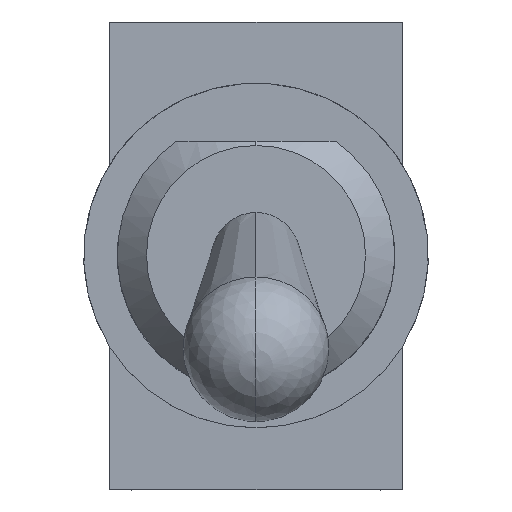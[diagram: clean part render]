
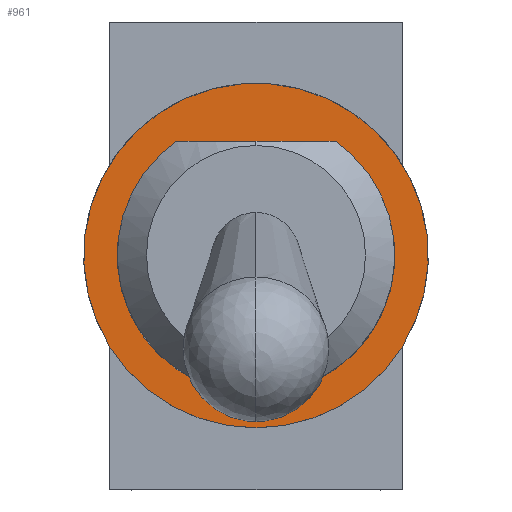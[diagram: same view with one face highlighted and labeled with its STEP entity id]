
A CAD part, top view. The second image highlights one B-rep face of the part: STEP entity #961.
In plain terms, the highlighted planar face has unit normal (0, 0, 1).
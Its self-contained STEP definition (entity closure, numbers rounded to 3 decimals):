
#171=CARTESIAN_POINT('',(0.,0.,-13.208));
#172=DIRECTION('',(0.,0.,-1.));
#173=DIRECTION('',(0.571,0.821,0.));
#174=AXIS2_PLACEMENT_3D('',#171,#172,#173);
#184=DIRECTION('',(1.,0.,0.));
#185=VECTOR('',#184,2.755);
#186=CARTESIAN_POINT('',(-1.377,1.981,-13.208));
#187=LINE('',#186,#185);
#188=CARTESIAN_POINT('',(0.,0.,-13.208));
#189=DIRECTION('',(0.,0.,1.));
#190=DIRECTION('',(-0.847,-0.531,0.));
#191=AXIS2_PLACEMENT_3D('',#188,#189,#190);
#201=CARTESIAN_POINT('',(0.,0.,-13.208));
#202=DIRECTION('',(0.,0.,1.));
#203=DIRECTION('',(0.847,-0.531,0.));
#204=AXIS2_PLACEMENT_3D('',#201,#202,#203);
#787=CARTESIAN_POINT('',(1.377,1.981,-13.208));
#789=VERTEX_POINT('',#787);
#792=CARTESIAN_POINT('',(-1.377,1.981,-13.208));
#794=VERTEX_POINT('',#792);
#820=CARTESIAN_POINT('',(-2.54,-1.591,-13.208));
#821=CARTESIAN_POINT('',(2.54,-1.591,-13.208));
#822=VERTEX_POINT('',#820);
#823=VERTEX_POINT('',#821);
#946=CARTESIAN_POINT('',(0.,0.,-13.208));
#947=DIRECTION('',(0.,0.,-1.));
#948=DIRECTION('',(0.,-1.,0.));
#949=AXIS2_PLACEMENT_3D('',#946,#947,#948);
#950=PLANE('',#949);
#952=ORIENTED_EDGE('',*,*,#951,.F.);
#954=ORIENTED_EDGE('',*,*,#953,.F.);
#955=EDGE_LOOP('',(#952,#954));
#956=FACE_OUTER_BOUND('',#955,.F.);
#957=ORIENTED_EDGE('',*,*,#936,.F.);
#958=ORIENTED_EDGE('',*,*,#926,.F.);
#959=EDGE_LOOP('',(#957,#958));
#960=FACE_BOUND('',#959,.F.);
#175=CIRCLE('',#174,2.413);
#192=CIRCLE('',#191,2.997);
#205=CIRCLE('',#204,2.997);
#926=EDGE_CURVE('',#794,#789,#187,.T.);
#936=EDGE_CURVE('',#789,#794,#175,.T.);
#951=EDGE_CURVE('',#822,#823,#192,.T.);
#953=EDGE_CURVE('',#823,#822,#205,.T.);
#961=ADVANCED_FACE('',(#956,#960),#950,.F.);
